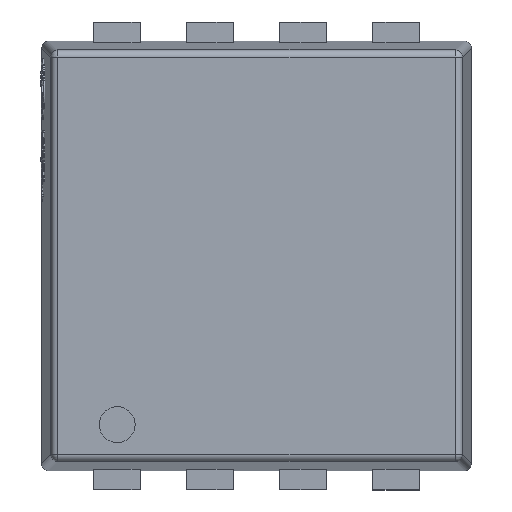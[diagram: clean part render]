
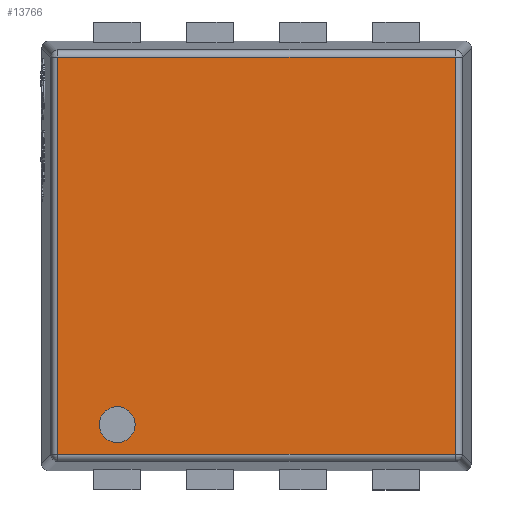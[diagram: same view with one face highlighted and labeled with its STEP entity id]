
A CAD part, top view. The second image highlights one B-rep face of the part: STEP entity #13766.
In plain terms, the highlighted planar face has unit normal (0, 0, 1).
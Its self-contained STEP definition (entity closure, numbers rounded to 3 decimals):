
#151 = DIRECTION ( 'NONE',  ( 0., 1., 0. ) ) ;
#989 = AXIS2_PLACEMENT_3D ( 'NONE', #4720, #6813, #8948 ) ;
#1032 = DIRECTION ( 'NONE',  ( 1., 0., 0. ) ) ;
#1084 = FACE_OUTER_BOUND ( 'NONE', #3852, .T. ) ;
#1112 = CARTESIAN_POINT ( 'NONE',  ( -0.972, -1.179, 0.95 ) ) ;
#1190 = DIRECTION ( 'NONE',  ( 1., 0., 0. ) ) ;
#1715 = CARTESIAN_POINT ( 'NONE',  ( 1.387, 1.387, 0.95 ) ) ;
#2063 = EDGE_CURVE ( 'NONE', #7880, #10682, #12620, .T. ) ;
#2396 = CIRCLE ( 'NONE', #989, 0.125 ) ;
#2790 = EDGE_CURVE ( 'NONE', #6112, #7385, #5505, .T. ) ;
#2849 = VECTOR ( 'NONE', #151, 1000. ) ;
#3024 = CARTESIAN_POINT ( 'NONE',  ( -1.098, -1.179, 0.95 ) ) ;
#3053 = EDGE_CURVE ( 'NONE', #10682, #6112, #11183, .T. ) ;
#3446 = DIRECTION ( 'NONE',  ( 0., 0., 1. ) ) ;
#3460 = CARTESIAN_POINT ( 'NONE',  ( -1.387, -1.434, 0.95 ) ) ;
#3852 = EDGE_LOOP ( 'NONE', ( #12295, #12449, #13156, #13056 ) ) ;
#4080 = CARTESIAN_POINT ( 'NONE',  ( -1.434, 1.387, 0.95 ) ) ;
#4177 = AXIS2_PLACEMENT_3D ( 'NONE', #1112, #3446, #1190 ) ;
#4720 = CARTESIAN_POINT ( 'NONE',  ( -0.972, -1.179, 0.95 ) ) ;
#5107 = PLANE ( 'NONE',  #7639 ) ;
#5265 = EDGE_CURVE ( 'NONE', #10540, #9331, #2396, .T. ) ;
#5439 = CARTESIAN_POINT ( 'NONE',  ( 0., 0., 0.95 ) ) ;
#5505 = LINE ( 'NONE', #4080, #6314 ) ;
#5696 = CARTESIAN_POINT ( 'NONE',  ( 1.387, 1.434, 0.95 ) ) ;
#5767 = CARTESIAN_POINT ( 'NONE',  ( 1.387, -1.387, 0.95 ) ) ;
#6112 = VERTEX_POINT ( 'NONE', #1715 ) ;
#6162 = EDGE_CURVE ( 'NONE', #9331, #10540, #10402, .T. ) ;
#6254 = DIRECTION ( 'NONE',  ( 0., 0., 1. ) ) ;
#6314 = VECTOR ( 'NONE', #12881, 1000. ) ;
#6813 = DIRECTION ( 'NONE',  ( 0., 0., 1. ) ) ;
#6917 = DIRECTION ( 'NONE',  ( 0., -1., 0. ) ) ;
#7080 = VECTOR ( 'NONE', #6917, 1000. ) ;
#7385 = VERTEX_POINT ( 'NONE', #14281 ) ;
#7639 = AXIS2_PLACEMENT_3D ( 'NONE', #5439, #6254, #12113 ) ;
#7880 = VERTEX_POINT ( 'NONE', #7903 ) ;
#7903 = CARTESIAN_POINT ( 'NONE',  ( -1.387, -1.387, 0.95 ) ) ;
#8920 = LINE ( 'NONE', #3460, #7080 ) ;
#8948 = DIRECTION ( 'NONE',  ( 1., 0., 0. ) ) ;
#9331 = VERTEX_POINT ( 'NONE', #3024 ) ;
#9450 = EDGE_CURVE ( 'NONE', #7385, #7880, #8920, .T. ) ;
#10402 = CIRCLE ( 'NONE', #4177, 0.125 ) ;
#10524 = CARTESIAN_POINT ( 'NONE',  ( -0.847, -1.179, 0.95 ) ) ;
#10540 = VERTEX_POINT ( 'NONE', #10524 ) ;
#10568 = ORIENTED_EDGE ( 'NONE', *, *, #5265, .F. ) ;
#10682 = VERTEX_POINT ( 'NONE', #5767 ) ;
#10868 = CARTESIAN_POINT ( 'NONE',  ( 1.434, -1.387, 0.95 ) ) ;
#11183 = LINE ( 'NONE', #5696, #2849 ) ;
#11842 = EDGE_LOOP ( 'NONE', ( #12181, #10568 ) ) ;
#12113 = DIRECTION ( 'NONE',  ( 1., 0., 0. ) ) ;
#12181 = ORIENTED_EDGE ( 'NONE', *, *, #6162, .F. ) ;
#12295 = ORIENTED_EDGE ( 'NONE', *, *, #3053, .T. ) ;
#12449 = ORIENTED_EDGE ( 'NONE', *, *, #2790, .T. ) ;
#12620 = LINE ( 'NONE', #10868, #14298 ) ;
#12881 = DIRECTION ( 'NONE',  ( -1., 0., 0. ) ) ;
#13056 = ORIENTED_EDGE ( 'NONE', *, *, #2063, .T. ) ;
#13113 = FACE_BOUND ( 'NONE', #11842, .T. ) ;
#13156 = ORIENTED_EDGE ( 'NONE', *, *, #9450, .T. ) ;
#13766 = ADVANCED_FACE ( 'NONE', ( #13113, #1084 ), #5107, .T. ) ;
#14281 = CARTESIAN_POINT ( 'NONE',  ( -1.387, 1.387, 0.95 ) ) ;
#14298 = VECTOR ( 'NONE', #1032, 1000. ) ;
